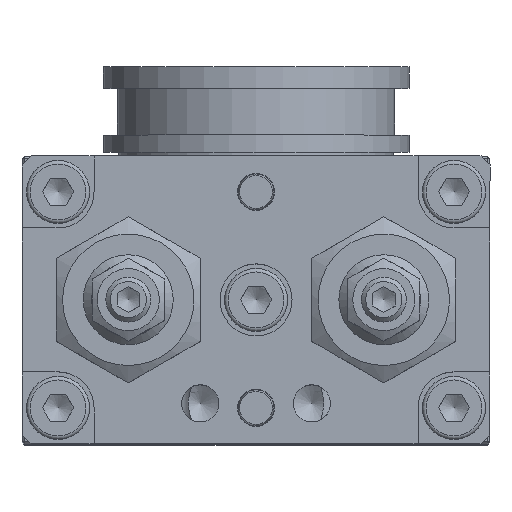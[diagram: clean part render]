
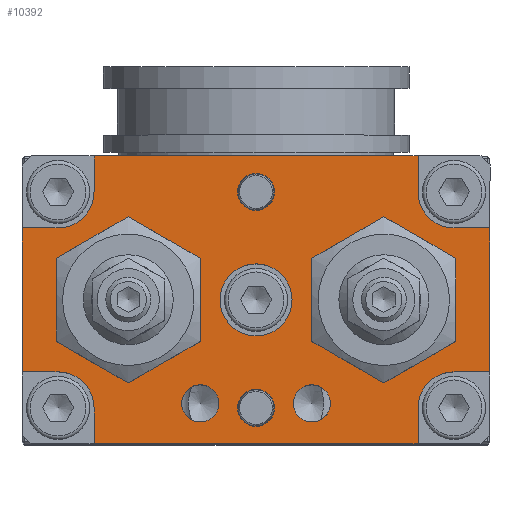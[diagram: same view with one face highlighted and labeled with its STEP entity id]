
A CAD part, top view. The second image highlights one B-rep face of the part: STEP entity #10392.
In plain terms, the highlighted planar face has unit normal (0, 0, 1).
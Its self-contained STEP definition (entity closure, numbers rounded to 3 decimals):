
#620=FACE_BOUND('',#1878,.T.);
#621=FACE_BOUND('',#1879,.T.);
#622=FACE_BOUND('',#1880,.T.);
#623=FACE_BOUND('',#1881,.T.);
#624=FACE_BOUND('',#1882,.T.);
#625=FACE_BOUND('',#1883,.T.);
#626=FACE_BOUND('',#1884,.T.);
#751=PLANE('',#11401);
#1244=FACE_OUTER_BOUND('',#1877,.T.);
#1877=EDGE_LOOP('',(#8017,#8018,#8019,#8020,#8021,#8022,#8023,#8024,#8025,
#8026,#8027,#8028,#8029,#8030,#8031,#8032));
#1878=EDGE_LOOP('',(#8033,#8034));
#1879=EDGE_LOOP('',(#8035,#8036));
#1880=EDGE_LOOP('',(#8037,#8038));
#1881=EDGE_LOOP('',(#8039,#8040));
#1882=EDGE_LOOP('',(#8041,#8042));
#1883=EDGE_LOOP('',(#8043,#8044));
#1884=EDGE_LOOP('',(#8045,#8046));
#2516=LINE('',#15634,#3415);
#2525=LINE('',#15655,#3424);
#2529=LINE('',#15664,#3428);
#2531=LINE('',#15670,#3430);
#2538=LINE('',#15688,#3437);
#2547=LINE('',#15709,#3446);
#2549=LINE('',#15715,#3448);
#2558=LINE('',#15736,#3457);
#2562=LINE('',#15744,#3461);
#2568=LINE('',#15755,#3467);
#2574=LINE('',#15765,#3473);
#2575=LINE('',#15767,#3474);
#3415=VECTOR('',#12790,10.);
#3424=VECTOR('',#12809,10.);
#3428=VECTOR('',#12815,10.);
#3430=VECTOR('',#12819,10.);
#3437=VECTOR('',#12836,10.);
#3446=VECTOR('',#12855,10.);
#3448=VECTOR('',#12859,10.);
#3457=VECTOR('',#12878,10.);
#3461=VECTOR('',#12886,10.);
#3467=VECTOR('',#12896,10.);
#3473=VECTOR('',#12906,10.);
#3474=VECTOR('',#12909,10.);
#4272=CIRCLE('',#11299,2.067);
#4273=CIRCLE('',#11300,2.067);
#4277=CIRCLE('',#11305,2.067);
#4278=CIRCLE('',#11306,2.067);
#4294=CIRCLE('',#11331,2.05);
#4295=CIRCLE('',#11332,2.05);
#4297=CIRCLE('',#11335,2.05);
#4298=CIRCLE('',#11336,2.05);
#4299=CIRCLE('',#11338,2.459);
#4300=CIRCLE('',#11339,2.459);
#4301=CIRCLE('',#11341,2.459);
#4302=CIRCLE('',#11342,2.459);
#4306=CIRCLE('',#11348,4.);
#4307=CIRCLE('',#11349,4.);
#4322=CIRCLE('',#11372,4.);
#4323=CIRCLE('',#11377,4.);
#4326=CIRCLE('',#11384,4.);
#4328=CIRCLE('',#11390,4.);
#4727=VERTEX_POINT('',#15493);
#4728=VERTEX_POINT('',#15495);
#4730=VERTEX_POINT('',#15503);
#4731=VERTEX_POINT('',#15505);
#4749=VERTEX_POINT('',#15555);
#4750=VERTEX_POINT('',#15557);
#4752=VERTEX_POINT('',#15563);
#4753=VERTEX_POINT('',#15565);
#4754=VERTEX_POINT('',#15569);
#4755=VERTEX_POINT('',#15571);
#4756=VERTEX_POINT('',#15575);
#4757=VERTEX_POINT('',#15577);
#4761=VERTEX_POINT('',#15588);
#4762=VERTEX_POINT('',#15590);
#4776=VERTEX_POINT('',#15630);
#4778=VERTEX_POINT('',#15633);
#4784=VERTEX_POINT('',#15649);
#4785=VERTEX_POINT('',#15653);
#4787=VERTEX_POINT('',#15658);
#4789=VERTEX_POINT('',#15662);
#4790=VERTEX_POINT('',#15666);
#4792=VERTEX_POINT('',#15669);
#4796=VERTEX_POINT('',#15684);
#4798=VERTEX_POINT('',#15687);
#4804=VERTEX_POINT('',#15703);
#4805=VERTEX_POINT('',#15707);
#4806=VERTEX_POINT('',#15711);
#4808=VERTEX_POINT('',#15714);
#4814=VERTEX_POINT('',#15730);
#4815=VERTEX_POINT('',#15734);
#5881=EDGE_CURVE('',#4728,#4727,#4272,.T.);
#5882=EDGE_CURVE('',#4727,#4728,#4273,.T.);
#5887=EDGE_CURVE('',#4731,#4730,#4277,.T.);
#5888=EDGE_CURVE('',#4730,#4731,#4278,.T.);
#5911=EDGE_CURVE('',#4750,#4749,#4294,.T.);
#5912=EDGE_CURVE('',#4749,#4750,#4295,.T.);
#5915=EDGE_CURVE('',#4753,#4752,#4297,.T.);
#5916=EDGE_CURVE('',#4752,#4753,#4298,.T.);
#5918=EDGE_CURVE('',#4755,#4754,#4299,.T.);
#5919=EDGE_CURVE('',#4754,#4755,#4300,.T.);
#5921=EDGE_CURVE('',#4757,#4756,#4301,.T.);
#5922=EDGE_CURVE('',#4756,#4757,#4302,.T.);
#5927=EDGE_CURVE('',#4762,#4761,#4306,.T.);
#5928=EDGE_CURVE('',#4761,#4762,#4307,.T.);
#5948=EDGE_CURVE('',#4778,#4776,#2516,.T.);
#5956=EDGE_CURVE('',#4784,#4778,#4322,.T.);
#5959=EDGE_CURVE('',#4785,#4784,#2525,.T.);
#5963=EDGE_CURVE('',#4787,#4789,#2529,.T.);
#5965=EDGE_CURVE('',#4792,#4790,#2531,.T.);
#5968=EDGE_CURVE('',#4789,#4792,#4323,.T.);
#5974=EDGE_CURVE('',#4798,#4796,#2538,.T.);
#5982=EDGE_CURVE('',#4804,#4798,#4326,.T.);
#5985=EDGE_CURVE('',#4805,#4804,#2547,.T.);
#5987=EDGE_CURVE('',#4808,#4806,#2549,.T.);
#5995=EDGE_CURVE('',#4814,#4808,#4328,.T.);
#5998=EDGE_CURVE('',#4815,#4814,#2558,.T.);
#6002=EDGE_CURVE('',#4790,#4785,#2562,.T.);
#6008=EDGE_CURVE('',#4806,#4805,#2568,.T.);
#6014=EDGE_CURVE('',#4776,#4815,#2574,.T.);
#6015=EDGE_CURVE('',#4796,#4787,#2575,.T.);
#8017=ORIENTED_EDGE('',*,*,#5948,.T.);
#8018=ORIENTED_EDGE('',*,*,#6014,.T.);
#8019=ORIENTED_EDGE('',*,*,#5998,.T.);
#8020=ORIENTED_EDGE('',*,*,#5995,.T.);
#8021=ORIENTED_EDGE('',*,*,#5987,.T.);
#8022=ORIENTED_EDGE('',*,*,#6008,.T.);
#8023=ORIENTED_EDGE('',*,*,#5985,.T.);
#8024=ORIENTED_EDGE('',*,*,#5982,.T.);
#8025=ORIENTED_EDGE('',*,*,#5974,.T.);
#8026=ORIENTED_EDGE('',*,*,#6015,.T.);
#8027=ORIENTED_EDGE('',*,*,#5963,.T.);
#8028=ORIENTED_EDGE('',*,*,#5968,.T.);
#8029=ORIENTED_EDGE('',*,*,#5965,.T.);
#8030=ORIENTED_EDGE('',*,*,#6002,.T.);
#8031=ORIENTED_EDGE('',*,*,#5959,.T.);
#8032=ORIENTED_EDGE('',*,*,#5956,.T.);
#8033=ORIENTED_EDGE('',*,*,#5881,.T.);
#8034=ORIENTED_EDGE('',*,*,#5882,.T.);
#8035=ORIENTED_EDGE('',*,*,#5887,.T.);
#8036=ORIENTED_EDGE('',*,*,#5888,.T.);
#8037=ORIENTED_EDGE('',*,*,#5911,.T.);
#8038=ORIENTED_EDGE('',*,*,#5912,.T.);
#8039=ORIENTED_EDGE('',*,*,#5915,.T.);
#8040=ORIENTED_EDGE('',*,*,#5916,.T.);
#8041=ORIENTED_EDGE('',*,*,#5918,.T.);
#8042=ORIENTED_EDGE('',*,*,#5919,.T.);
#8043=ORIENTED_EDGE('',*,*,#5921,.T.);
#8044=ORIENTED_EDGE('',*,*,#5922,.T.);
#8045=ORIENTED_EDGE('',*,*,#5927,.T.);
#8046=ORIENTED_EDGE('',*,*,#5928,.T.);
#10392=ADVANCED_FACE('',(#1244,#620,#621,#622,#623,#624,#625,#626),#751,
 .T.);
#11299=AXIS2_PLACEMENT_3D('',#15496,#12632,#12633);
#11300=AXIS2_PLACEMENT_3D('',#15497,#12634,#12635);
#11305=AXIS2_PLACEMENT_3D('',#15506,#12645,#12646);
#11306=AXIS2_PLACEMENT_3D('',#15507,#12647,#12648);
#11331=AXIS2_PLACEMENT_3D('',#15558,#12704,#12705);
#11332=AXIS2_PLACEMENT_3D('',#15559,#12706,#12707);
#11335=AXIS2_PLACEMENT_3D('',#15566,#12713,#12714);
#11336=AXIS2_PLACEMENT_3D('',#15567,#12715,#12716);
#11338=AXIS2_PLACEMENT_3D('',#15572,#12720,#12721);
#11339=AXIS2_PLACEMENT_3D('',#15573,#12722,#12723);
#11341=AXIS2_PLACEMENT_3D('',#15578,#12727,#12728);
#11342=AXIS2_PLACEMENT_3D('',#15579,#12729,#12730);
#11348=AXIS2_PLACEMENT_3D('',#15591,#12742,#12743);
#11349=AXIS2_PLACEMENT_3D('',#15592,#12744,#12745);
#11372=AXIS2_PLACEMENT_3D('',#15650,#12803,#12804);
#11377=AXIS2_PLACEMENT_3D('',#15675,#12824,#12825);
#11384=AXIS2_PLACEMENT_3D('',#15704,#12849,#12850);
#11390=AXIS2_PLACEMENT_3D('',#15731,#12872,#12873);
#11401=AXIS2_PLACEMENT_3D('',#15774,#12917,#12918);
#12632=DIRECTION('center_axis',(0.,0.,-1.));
#12633=DIRECTION('ref_axis',(1.,0.,0.));
#12634=DIRECTION('center_axis',(0.,0.,-1.));
#12635=DIRECTION('ref_axis',(1.,0.,0.));
#12645=DIRECTION('center_axis',(0.,0.,-1.));
#12646=DIRECTION('ref_axis',(1.,0.,0.));
#12647=DIRECTION('center_axis',(0.,0.,-1.));
#12648=DIRECTION('ref_axis',(1.,0.,0.));
#12704=DIRECTION('center_axis',(0.,0.,-1.));
#12705=DIRECTION('ref_axis',(1.,0.,0.));
#12706=DIRECTION('center_axis',(0.,0.,-1.));
#12707=DIRECTION('ref_axis',(1.,0.,0.));
#12713=DIRECTION('center_axis',(0.,0.,-1.));
#12714=DIRECTION('ref_axis',(1.,0.,0.));
#12715=DIRECTION('center_axis',(0.,0.,-1.));
#12716=DIRECTION('ref_axis',(1.,0.,0.));
#12720=DIRECTION('center_axis',(0.,0.,-1.));
#12721=DIRECTION('ref_axis',(1.,0.,0.));
#12722=DIRECTION('center_axis',(0.,0.,-1.));
#12723=DIRECTION('ref_axis',(1.,0.,0.));
#12727=DIRECTION('center_axis',(0.,0.,-1.));
#12728=DIRECTION('ref_axis',(1.,0.,0.));
#12729=DIRECTION('center_axis',(0.,0.,-1.));
#12730=DIRECTION('ref_axis',(1.,0.,0.));
#12742=DIRECTION('center_axis',(0.,0.,-1.));
#12743=DIRECTION('ref_axis',(1.,0.,0.));
#12744=DIRECTION('center_axis',(0.,0.,-1.));
#12745=DIRECTION('ref_axis',(1.,0.,0.));
#12790=DIRECTION('',(0.,-1.,0.));
#12803=DIRECTION('center_axis',(0.,0.,-1.));
#12804=DIRECTION('ref_axis',(1.,0.,0.));
#12809=DIRECTION('',(1.,0.,0.));
#12815=DIRECTION('',(0.,-1.,0.));
#12819=DIRECTION('',(-1.,0.,0.));
#12824=DIRECTION('center_axis',(0.,0.,-1.));
#12825=DIRECTION('ref_axis',(0.,1.,0.));
#12836=DIRECTION('',(0.,1.,0.));
#12849=DIRECTION('center_axis',(0.,0.,-1.));
#12850=DIRECTION('ref_axis',(-1.,0.,0.));
#12855=DIRECTION('',(-1.,0.,0.));
#12859=DIRECTION('',(1.,0.,0.));
#12872=DIRECTION('center_axis',(0.,0.,-1.));
#12873=DIRECTION('ref_axis',(0.,1.,0.));
#12878=DIRECTION('',(0.,1.,0.));
#12886=DIRECTION('',(0.,-1.,0.));
#12896=DIRECTION('',(0.,1.,0.));
#12906=DIRECTION('',(1.,0.,0.));
#12909=DIRECTION('',(-1.,0.,0.));
#12917=DIRECTION('center_axis',(0.,0.,1.));
#12918=DIRECTION('ref_axis',(1.,0.,0.));
#15493=CARTESIAN_POINT('',(-8.267,-11.5,11.));
#15495=CARTESIAN_POINT('',(-4.133,-11.5,11.));
#15496=CARTESIAN_POINT('Origin',(-6.2,-11.5,11.));
#15497=CARTESIAN_POINT('Origin',(-6.2,-11.5,11.));
#15503=CARTESIAN_POINT('',(4.133,-11.5,11.));
#15505=CARTESIAN_POINT('',(8.267,-11.5,11.));
#15506=CARTESIAN_POINT('Origin',(6.2,-11.5,11.));
#15507=CARTESIAN_POINT('Origin',(6.2,-11.5,11.));
#15555=CARTESIAN_POINT('',(-2.05,12.,11.));
#15557=CARTESIAN_POINT('',(2.05,12.,11.));
#15558=CARTESIAN_POINT('Origin',(0.,12.,11.));
#15559=CARTESIAN_POINT('Origin',(0.,12.,11.));
#15563=CARTESIAN_POINT('',(-2.05,-12.,11.));
#15565=CARTESIAN_POINT('',(2.05,-12.,11.));
#15566=CARTESIAN_POINT('Origin',(0.,-12.,11.));
#15567=CARTESIAN_POINT('Origin',(0.,-12.,11.));
#15569=CARTESIAN_POINT('',(-16.659,0.,11.));
#15571=CARTESIAN_POINT('',(-11.742,0.,11.));
#15572=CARTESIAN_POINT('Origin',(-14.2,0.,11.));
#15573=CARTESIAN_POINT('Origin',(-14.2,0.,11.));
#15575=CARTESIAN_POINT('',(11.742,0.,11.));
#15577=CARTESIAN_POINT('',(16.659,0.,11.));
#15578=CARTESIAN_POINT('Origin',(14.2,0.,11.));
#15579=CARTESIAN_POINT('Origin',(14.2,0.,11.));
#15588=CARTESIAN_POINT('',(-4.,0.,11.));
#15590=CARTESIAN_POINT('',(4.,0.,11.));
#15591=CARTESIAN_POINT('Origin',(0.,0.,11.));
#15592=CARTESIAN_POINT('Origin',(0.,0.,11.));
#15630=CARTESIAN_POINT('',(-18.,-16.,11.));
#15633=CARTESIAN_POINT('',(-18.,-12.,11.));
#15634=CARTESIAN_POINT('',(-18.,-6.,11.));
#15649=CARTESIAN_POINT('',(-22.,-8.,11.));
#15650=CARTESIAN_POINT('Origin',(-22.,-12.,11.));
#15653=CARTESIAN_POINT('',(-26.,-8.,11.));
#15655=CARTESIAN_POINT('',(-13.353,-8.,11.));
#15658=CARTESIAN_POINT('',(-18.,16.,11.));
#15662=CARTESIAN_POINT('',(-18.,12.,11.));
#15664=CARTESIAN_POINT('',(-18.,8.581,11.));
#15666=CARTESIAN_POINT('',(-26.,8.,11.));
#15669=CARTESIAN_POINT('',(-22.,8.,11.));
#15670=CARTESIAN_POINT('',(-11.,8.,11.));
#15675=CARTESIAN_POINT('Origin',(-22.,12.,11.));
#15684=CARTESIAN_POINT('',(18.,16.,11.));
#15687=CARTESIAN_POINT('',(18.,12.,11.));
#15688=CARTESIAN_POINT('',(18.,6.,11.));
#15703=CARTESIAN_POINT('',(22.,8.,11.));
#15704=CARTESIAN_POINT('Origin',(22.,12.,11.));
#15707=CARTESIAN_POINT('',(26.,8.,11.));
#15709=CARTESIAN_POINT('',(13.353,8.,11.));
#15711=CARTESIAN_POINT('',(26.,-8.,11.));
#15714=CARTESIAN_POINT('',(22.,-8.,11.));
#15715=CARTESIAN_POINT('',(11.,-8.,11.));
#15730=CARTESIAN_POINT('',(18.,-12.,11.));
#15731=CARTESIAN_POINT('Origin',(22.,-12.,11.));
#15734=CARTESIAN_POINT('',(18.,-16.,11.));
#15736=CARTESIAN_POINT('',(18.,-8.581,11.));
#15744=CARTESIAN_POINT('',(-26.,-15.,11.));
#15755=CARTESIAN_POINT('',(26.,15.,11.));
#15765=CARTESIAN_POINT('',(25.,-16.,11.));
#15767=CARTESIAN_POINT('',(-25.,16.,11.));
#15774=CARTESIAN_POINT('Origin',(0.,0.,11.));
